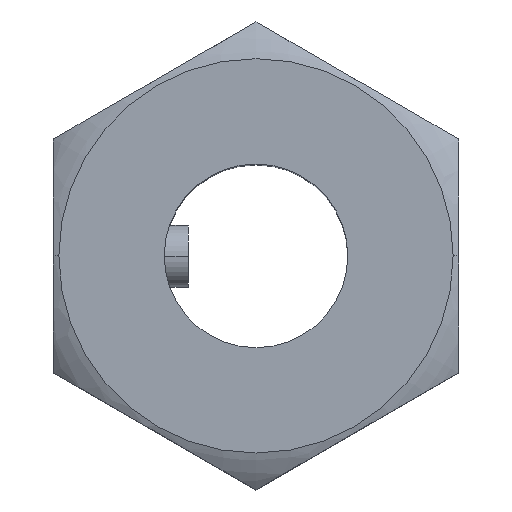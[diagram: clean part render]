
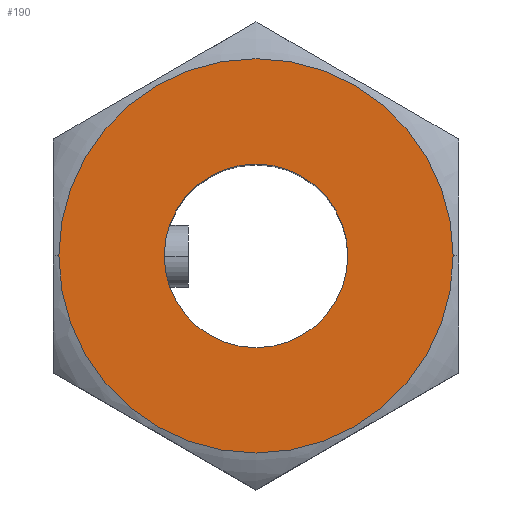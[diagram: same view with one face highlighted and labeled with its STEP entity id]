
A CAD part, top view. The second image highlights one B-rep face of the part: STEP entity #190.
In plain terms, the highlighted planar face has unit normal (0, 0, 1).
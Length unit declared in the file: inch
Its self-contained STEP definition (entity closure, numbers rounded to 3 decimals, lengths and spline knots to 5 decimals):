
#73 = EDGE_CURVE ( 'NONE', #74, #75, #705, .T. ) ;
#74 = VERTEX_POINT ( 'NONE', #700 ) ;
#75 = VERTEX_POINT ( 'NONE', #699 ) ;
#151 = VERTEX_POINT ( 'NONE', #1007 ) ;
#153 = EDGE_CURVE ( 'NONE', #151, #154, #1006, .T. ) ;
#154 = VERTEX_POINT ( 'NONE', #1001 ) ;
#190 = ADVANCED_FACE ( 'NONE', ( #1110, #1109 ), #1150, .T. ) ;
#191 = EDGE_LOOP ( 'NONE', ( #192, #193 ) ) ;
#192 = ORIENTED_EDGE ( 'NONE', *, *, #73, .F. ) ;
#193 = ORIENTED_EDGE ( 'NONE', *, *, #194, .F. ) ;
#194 = EDGE_CURVE ( 'NONE', #75, #74, #1145, .T. ) ;
#195 = EDGE_LOOP ( 'NONE', ( #196, #198 ) ) ;
#196 = ORIENTED_EDGE ( 'NONE', *, *, #197, .F. ) ;
#197 = EDGE_CURVE ( 'NONE', #154, #151, #1139, .T. ) ;
#198 = ORIENTED_EDGE ( 'NONE', *, *, #153, .F. ) ;
#699 = CARTESIAN_POINT ( 'NONE',  ( 1.07078, 1.01424, -0.90779 ) ) ;
#700 = CARTESIAN_POINT ( 'NONE',  ( 0.70578, 1.01424, -0.90779 ) ) ;
#701 = DIRECTION ( 'NONE',  ( -1., 0., 0. ) ) ;
#702 = DIRECTION ( 'NONE',  ( 0., 0., -1. ) ) ;
#703 = CARTESIAN_POINT ( 'NONE',  ( 0.88828, 1.01424, -0.90779 ) ) ;
#704 = AXIS2_PLACEMENT_3D ( 'NONE', #703, #702, #701 ) ;
#705 = CIRCLE ( 'NONE', #704, 0.1825 ) ;
#1001 = CARTESIAN_POINT ( 'NONE',  ( 0.97328, 1.01424, -0.90779 ) ) ;
#1002 = DIRECTION ( 'NONE',  ( 1., 0., 0. ) ) ;
#1003 = DIRECTION ( 'NONE',  ( 0., 0., 1. ) ) ;
#1004 = CARTESIAN_POINT ( 'NONE',  ( 0.88828, 1.01424, -0.90779 ) ) ;
#1005 = AXIS2_PLACEMENT_3D ( 'NONE', #1004, #1003, #1002 ) ;
#1006 = CIRCLE ( 'NONE', #1005, 0.085 ) ;
#1007 = CARTESIAN_POINT ( 'NONE',  ( 0.80328, 1.01424, -0.90779 ) ) ;
#1109 = FACE_BOUND ( 'NONE', #195, .T. ) ;
#1110 = FACE_OUTER_BOUND ( 'NONE', #191, .T. ) ;
#1135 = DIRECTION ( 'NONE',  ( 1., 0., 0. ) ) ;
#1136 = DIRECTION ( 'NONE',  ( 0., 0., 1. ) ) ;
#1137 = CARTESIAN_POINT ( 'NONE',  ( 0.88828, 1.01424, -0.90779 ) ) ;
#1138 = AXIS2_PLACEMENT_3D ( 'NONE', #1137, #1136, #1135 ) ;
#1139 = CIRCLE ( 'NONE', #1138, 0.085 ) ;
#1141 = DIRECTION ( 'NONE',  ( -1., 0., 0. ) ) ;
#1142 = DIRECTION ( 'NONE',  ( 0., 0., -1. ) ) ;
#1143 = CARTESIAN_POINT ( 'NONE',  ( 0.88828, 1.01424, -0.90779 ) ) ;
#1144 = AXIS2_PLACEMENT_3D ( 'NONE', #1143, #1142, #1141 ) ;
#1145 = CIRCLE ( 'NONE', #1144, 0.1825 ) ;
#1146 = DIRECTION ( 'NONE',  ( 1., 0., 0. ) ) ;
#1147 = DIRECTION ( 'NONE',  ( 0., 0., 1. ) ) ;
#1148 = CARTESIAN_POINT ( 'NONE',  ( 1.26328, 1.01424, -0.90779 ) ) ;
#1149 = AXIS2_PLACEMENT_3D ( 'NONE', #1148, #1147, #1146 ) ;
#1150 = PLANE ( 'NONE',  #1149 ) ;
